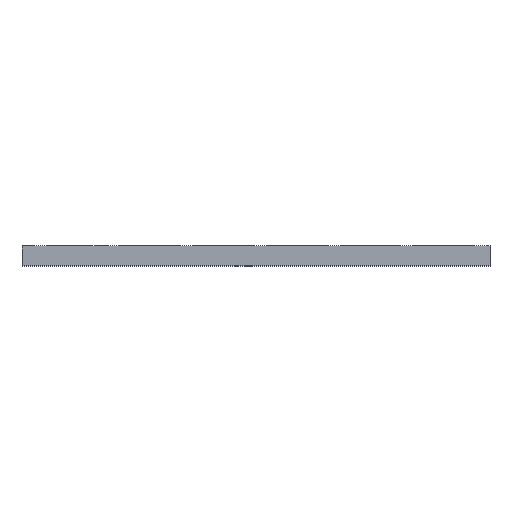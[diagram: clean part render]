
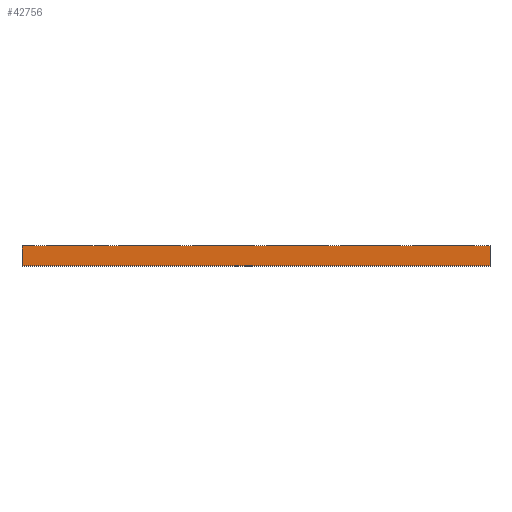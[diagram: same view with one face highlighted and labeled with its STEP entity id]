
A CAD part, top view. The second image highlights one B-rep face of the part: STEP entity #42756.
In plain terms, the highlighted planar face has unit normal (0, 0, 1).
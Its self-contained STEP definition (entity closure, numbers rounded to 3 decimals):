
#2629=DIRECTION('',(1.,0.,0.));
#2630=VECTOR('',#2629,119.2);
#2631=CARTESIAN_POINT('',(-12.25,1.3,38.));
#2632=LINE('',#2631,#2630);
#6337=DIRECTION('',(0.,1.,0.));
#6338=VECTOR('',#6337,5.);
#6339=CARTESIAN_POINT('',(-12.25,-3.7,38.));
#6340=LINE('',#6339,#6338);
#6413=DIRECTION('',(0.,1.,0.));
#6414=VECTOR('',#6413,5.);
#6415=CARTESIAN_POINT('',(106.95,-3.7,38.));
#6416=LINE('',#6415,#6414);
#6465=DIRECTION('',(1.,0.,0.));
#6466=VECTOR('',#6465,119.2);
#6467=CARTESIAN_POINT('',(-12.25,-3.7,38.));
#6468=LINE('',#6467,#6466);
#26347=CARTESIAN_POINT('',(-12.25,-3.7,38.));
#26348=VERTEX_POINT('',#26347);
#26349=CARTESIAN_POINT('',(-12.25,1.3,38.));
#26350=VERTEX_POINT('',#26349);
#26379=CARTESIAN_POINT('',(106.95,-3.7,38.));
#26380=VERTEX_POINT('',#26379);
#26381=CARTESIAN_POINT('',(106.95,1.3,38.));
#26382=VERTEX_POINT('',#26381);
#42745=CARTESIAN_POINT('',(-12.25,-3.7,38.));
#42746=DIRECTION('',(0.,0.,1.));
#42747=DIRECTION('',(0.,1.,0.));
#42748=AXIS2_PLACEMENT_3D('',#42745,#42746,#42747);
#42749=PLANE('',#42748);
#42750=ORIENTED_EDGE('',*,*,#42546,.T.);
#42751=ORIENTED_EDGE('',*,*,#37765,.T.);
#42752=ORIENTED_EDGE('',*,*,#42609,.F.);
#42753=ORIENTED_EDGE('',*,*,#42738,.F.);
#42754=EDGE_LOOP('',(#42750,#42751,#42752,#42753));
#42755=FACE_OUTER_BOUND('',#42754,.F.);
#42756=ADVANCED_FACE('',(#42755),#42749,.T.);
#37765=EDGE_CURVE('',#26350,#26382,#2632,.T.);
#42546=EDGE_CURVE('',#26348,#26350,#6340,.T.);
#42609=EDGE_CURVE('',#26380,#26382,#6416,.T.);
#42738=EDGE_CURVE('',#26348,#26380,#6468,.T.);
